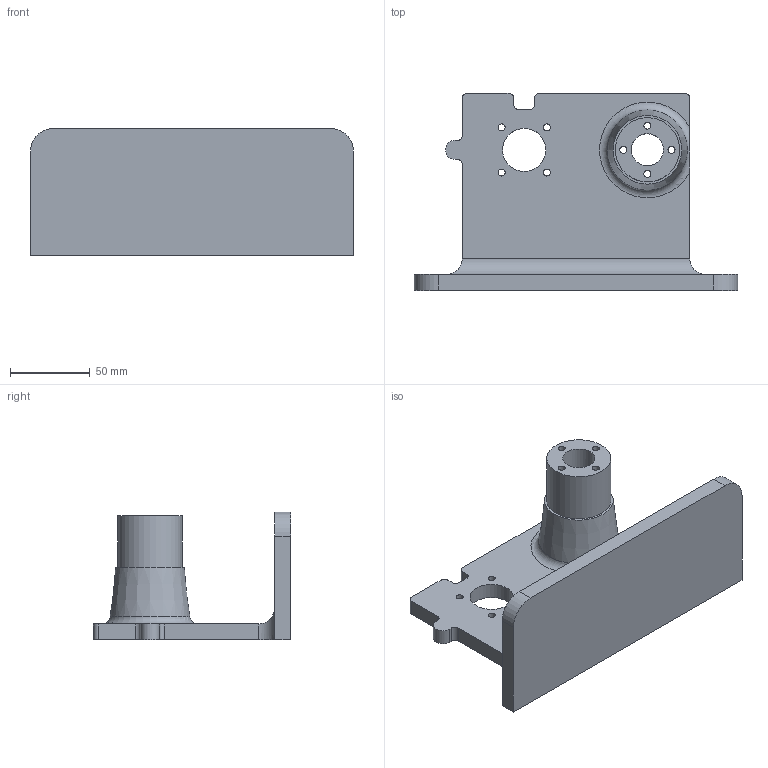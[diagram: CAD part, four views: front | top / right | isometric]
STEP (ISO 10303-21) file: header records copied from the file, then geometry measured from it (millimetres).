
FILE_DESCRIPTION(/* description */ (''),/* implementation_level */ '2;1');
FILE_NAME(/* name */ 'Base_Plate.stp',/* time_stamp */ '2024-05-27T21:02:37-07:00',/* author */ ('aaedm'),/* organization */ (''),/* preprocessor_version */ 'ST-DEVELOPER v19.2',/* originating_system */ 'Autodesk Inventor 2023',/* authorisation */ '');
FILE_SCHEMA (('AUTOMOTIVE_DESIGN { 1 0 10303 214 3 1 1 }'));
Length unit declared in the file: inch
Products named in the file (1): Small_Pulley
Bounding box: 202.39 x 123.34 x 80 mm (x, y, z)
Volume: 386790 mm3; surface area: 89790.9 mm2
Topology: 1 solids, 1 shells, 83 faces, 210 edges, 137 vertices
Faces by surface type: plane 38, cylinder 36, cone 8, torus 1
Full cylindrical faces by diameter (mm): 4.4 x8, 5 x7, 20.2 x1, 27 x1, 40.2 x1
Entity records: 2624 total; most frequent: DIRECTION 468, CARTESIAN_POINT 449, ORIENTED_EDGE 420, EDGE_CURVE 210, AXIS2_PLACEMENT_3D 175, VERTEX_POINT 137, LINE 118, VECTOR 118
